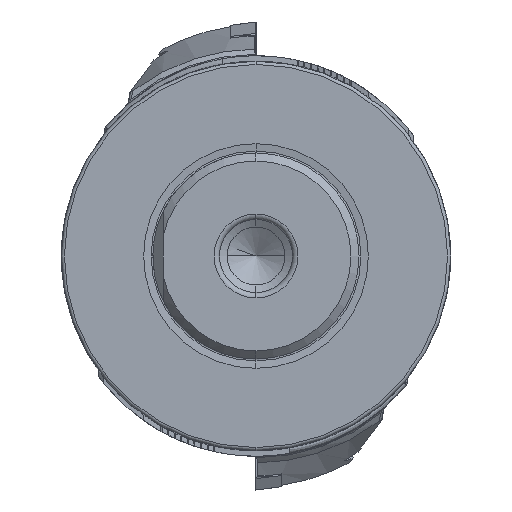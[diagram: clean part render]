
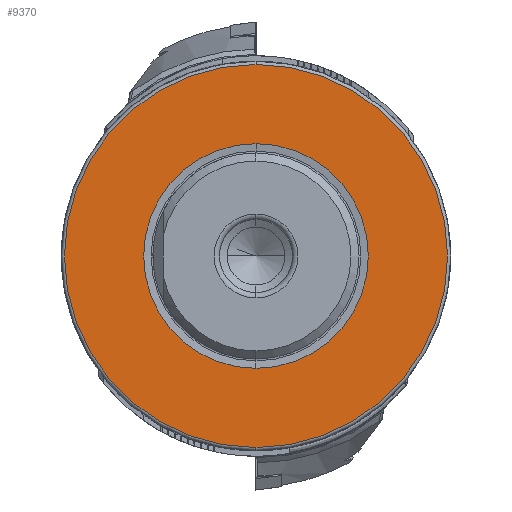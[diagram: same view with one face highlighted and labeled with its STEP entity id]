
A CAD part, left-side view. The second image highlights one B-rep face of the part: STEP entity #9370.
In plain terms, the highlighted planar face has unit normal (-1, 0, 0).
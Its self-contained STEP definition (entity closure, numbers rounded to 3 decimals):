
#865 = ORIENTED_EDGE ( 'NONE', *, *, #1336, .F. ) ;
#1336 = EDGE_CURVE ( 'NONE', #10783, #8077, #16953, .T. ) ;
#1465 = DIRECTION ( 'NONE',  ( -1., 0., 0. ) ) ;
#1551 = PLANE ( 'NONE',  #4415 ) ;
#1683 = VERTEX_POINT ( 'NONE', #3741 ) ;
#1845 = DIRECTION ( 'NONE',  ( 0., 0., 1. ) ) ;
#3741 = CARTESIAN_POINT ( 'NONE',  ( 71.6, 0., 35.4 ) ) ;
#3895 = DIRECTION ( 'NONE',  ( 0., 0., -1. ) ) ;
#4104 = CIRCLE ( 'NONE', #21322, 20.765 ) ;
#4415 = AXIS2_PLACEMENT_3D ( 'NONE', #8857, #10765, #3895 ) ;
#5303 = DIRECTION ( 'NONE',  ( -1., 0., 0. ) ) ;
#5398 = ORIENTED_EDGE ( 'NONE', *, *, #6732, .T. ) ;
#6677 = EDGE_LOOP ( 'NONE', ( #865, #18660 ) ) ;
#6732 = EDGE_CURVE ( 'NONE', #1683, #14220, #19093, .T. ) ;
#6788 = CIRCLE ( 'NONE', #19000, 35.4 ) ;
#7033 = DIRECTION ( 'NONE',  ( -1., 0., 0. ) ) ;
#8077 = VERTEX_POINT ( 'NONE', #20790 ) ;
#8189 = EDGE_LOOP ( 'NONE', ( #5398, #18885 ) ) ;
#8857 = CARTESIAN_POINT ( 'NONE',  ( 71.6, 35.4, 0. ) ) ;
#8902 = CARTESIAN_POINT ( 'NONE',  ( 71.6, 0., 0. ) ) ;
#9071 = CARTESIAN_POINT ( 'NONE',  ( 71.6, 0., 0. ) ) ;
#9182 = DIRECTION ( 'NONE',  ( -1., 0., 0. ) ) ;
#9370 = ADVANCED_FACE ( 'NONE', ( #10124, #10538 ), #1551, .F. ) ;
#9938 = CARTESIAN_POINT ( 'NONE',  ( 71.6, 0., 0. ) ) ;
#10124 = FACE_BOUND ( 'NONE', #6677, .T. ) ;
#10538 = FACE_OUTER_BOUND ( 'NONE', #8189, .T. ) ;
#10765 = DIRECTION ( 'NONE',  ( 1., 0., 0. ) ) ;
#10783 = VERTEX_POINT ( 'NONE', #11769 ) ;
#11146 = EDGE_CURVE ( 'NONE', #8077, #10783, #4104, .T. ) ;
#11769 = CARTESIAN_POINT ( 'NONE',  ( 71.6, 0., 20.765 ) ) ;
#12085 = DIRECTION ( 'NONE',  ( 0., 0., 1. ) ) ;
#14010 = CARTESIAN_POINT ( 'NONE',  ( 71.6, 0., -35.4 ) ) ;
#14220 = VERTEX_POINT ( 'NONE', #14010 ) ;
#16019 = CARTESIAN_POINT ( 'NONE',  ( 71.6, 0., 0. ) ) ;
#16236 = AXIS2_PLACEMENT_3D ( 'NONE', #16019, #7033, #12085 ) ;
#16953 = CIRCLE ( 'NONE', #16236, 20.765 ) ;
#17023 = DIRECTION ( 'NONE',  ( 0., 0., 1. ) ) ;
#17444 = DIRECTION ( 'NONE',  ( 0., 0., 1. ) ) ;
#18660 = ORIENTED_EDGE ( 'NONE', *, *, #11146, .F. ) ;
#18885 = ORIENTED_EDGE ( 'NONE', *, *, #20216, .T. ) ;
#19000 = AXIS2_PLACEMENT_3D ( 'NONE', #9071, #9182, #1845 ) ;
#19093 = CIRCLE ( 'NONE', #21980, 35.4 ) ;
#20216 = EDGE_CURVE ( 'NONE', #14220, #1683, #6788, .T. ) ;
#20790 = CARTESIAN_POINT ( 'NONE',  ( 71.6, 0., -20.765 ) ) ;
#21322 = AXIS2_PLACEMENT_3D ( 'NONE', #9938, #1465, #17023 ) ;
#21980 = AXIS2_PLACEMENT_3D ( 'NONE', #8902, #5303, #17444 ) ;
